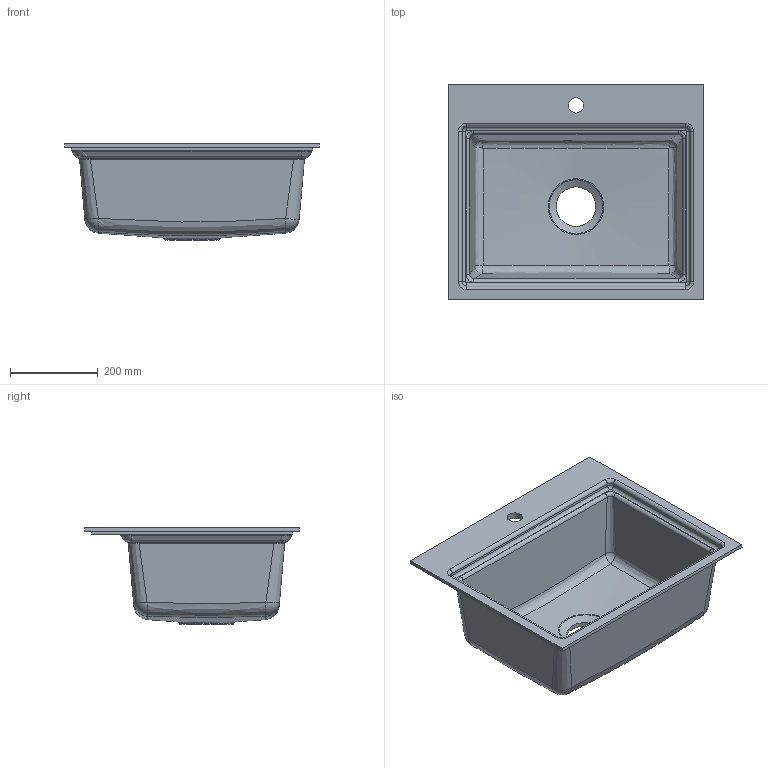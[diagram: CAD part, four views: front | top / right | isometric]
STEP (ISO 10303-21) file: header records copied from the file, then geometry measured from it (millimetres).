
FILE_DESCRIPTION(/* description */ (''),/* implementation_level */ '2;1');
FILE_NAME(/* name */ 'E00025171_000_1-03_PRT_33660F_Subway_60S_Communication_Model.stp',/* time_stamp */ '2021-06-16T11:11:15+02:00',/* author */ (''),/* organization */ (''),/* preprocessor_version */ 'ST-DEVELOPER v16.7',/* originating_system */ 'SIEMENS PLM Software NX 1863',/* authorisation */ '');
FILE_SCHEMA (('AUTOMOTIVE_DESIGN { 1 0 10303 214 3 1 1 1 }'));
Length unit declared in the file: millimetre
Products named in the file (1): E00025171_000_1-03_PRT_33660F_Subway_60S_Communication_Model
Bounding box: 580.07 x 490.07 x 220 mm (x, y, z)
Volume: 7370349.1 mm3; surface area: 1091221.7 mm2
Topology: 1 solids, 1 shells, 136 faces, 328 edges, 188 vertices
Faces by surface type: bspline 94, plane 26, cylinder 10, torus 3, cone 3
Full cylindrical faces by diameter (mm): 35 x1, 90 x1
Entity records: 26125 total; most frequent: CARTESIAN_POINT 23766, ORIENTED_EDGE 616, EDGE_CURVE 308, DIRECTION 262, B_SPLINE_CURVE_WITH_KNOTS 198, VERTEX_POINT 184, EDGE_LOOP 150, ADVANCED_FACE 136
